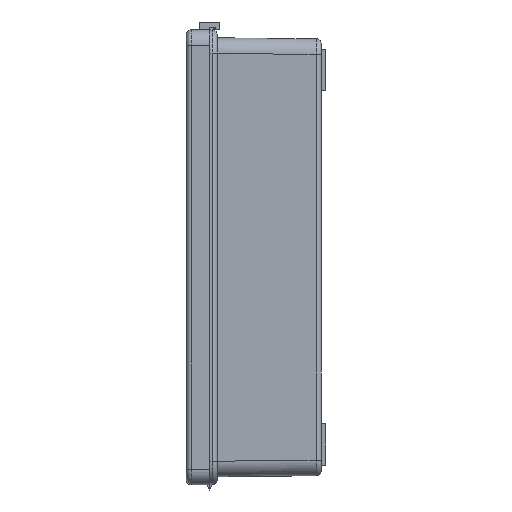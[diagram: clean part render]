
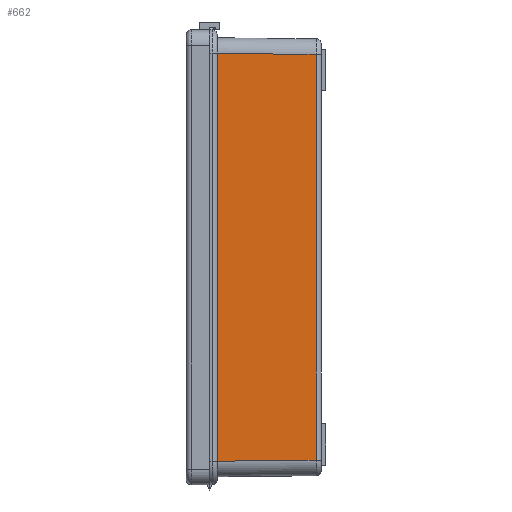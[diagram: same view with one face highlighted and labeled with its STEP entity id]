
A CAD part, left-side view. The second image highlights one B-rep face of the part: STEP entity #662.
In plain terms, the highlighted planar face has unit normal (-1, 0, 0).
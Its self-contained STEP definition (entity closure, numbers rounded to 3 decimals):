
#630 = DIRECTION ( 'NONE',  ( 0., 0., 1. ) ) ;
#662 = ADVANCED_FACE ( 'NONE', ( #7088 ), #1600, .F. ) ;
#739 = LINE ( 'NONE', #3781, #3971 ) ;
#830 = DIRECTION ( 'NONE',  ( 0., 1., 0. ) ) ;
#1323 = EDGE_CURVE ( 'NONE', #7345, #4801, #3437, .T. ) ;
#1445 = CARTESIAN_POINT ( 'NONE',  ( -50.5, 1., 39.01 ) ) ;
#1560 = CARTESIAN_POINT ( 'NONE',  ( -50.5, 0., 0. ) ) ;
#1600 = PLANE ( 'NONE',  #2281 ) ;
#1933 = LINE ( 'NONE', #5464, #3595 ) ;
#2038 = EDGE_LOOP ( 'NONE', ( #2141, #5060, #6951, #6004 ) ) ;
#2141 = ORIENTED_EDGE ( 'NONE', *, *, #1323, .T. ) ;
#2212 = CARTESIAN_POINT ( 'NONE',  ( -50.5, -0.406, -38.996 ) ) ;
#2281 = AXIS2_PLACEMENT_3D ( 'NONE', #1560, #2803, #830 ) ;
#2386 = EDGE_CURVE ( 'NONE', #4801, #5112, #1933, .T. ) ;
#2733 = DIRECTION ( 'NONE',  ( 0., -1., 0.01 ) ) ;
#2803 = DIRECTION ( 'NONE',  ( 1., 0., 0. ) ) ;
#3437 = LINE ( 'NONE', #2212, #5331 ) ;
#3595 = VECTOR ( 'NONE', #630, 1000. ) ;
#3781 = CARTESIAN_POINT ( 'NONE',  ( -50.5, 20., -39.25 ) ) ;
#3903 = VERTEX_POINT ( 'NONE', #5029 ) ;
#3971 = VECTOR ( 'NONE', #4892, 1000. ) ;
#4658 = LINE ( 'NONE', #4726, #7422 ) ;
#4726 = CARTESIAN_POINT ( 'NONE',  ( -50.5, -0.406, 38.996 ) ) ;
#4801 = VERTEX_POINT ( 'NONE', #5941 ) ;
#4892 = DIRECTION ( 'NONE',  ( 0., 0., 1. ) ) ;
#5029 = CARTESIAN_POINT ( 'NONE',  ( -50.5, 20., 39.208 ) ) ;
#5060 = ORIENTED_EDGE ( 'NONE', *, *, #2386, .T. ) ;
#5112 = VERTEX_POINT ( 'NONE', #1445 ) ;
#5331 = VECTOR ( 'NONE', #2733, 1000. ) ;
#5427 = CARTESIAN_POINT ( 'NONE',  ( -50.5, 20., -39.208 ) ) ;
#5464 = CARTESIAN_POINT ( 'NONE',  ( -50.5, 1., 0. ) ) ;
#5775 = EDGE_CURVE ( 'NONE', #5112, #3903, #4658, .T. ) ;
#5941 = CARTESIAN_POINT ( 'NONE',  ( -50.5, 1., -39.01 ) ) ;
#6004 = ORIENTED_EDGE ( 'NONE', *, *, #6675, .F. ) ;
#6521 = DIRECTION ( 'NONE',  ( 0., 1., 0.01 ) ) ;
#6675 = EDGE_CURVE ( 'NONE', #7345, #3903, #739, .T. ) ;
#6951 = ORIENTED_EDGE ( 'NONE', *, *, #5775, .T. ) ;
#7088 = FACE_OUTER_BOUND ( 'NONE', #2038, .T. ) ;
#7345 = VERTEX_POINT ( 'NONE', #5427 ) ;
#7422 = VECTOR ( 'NONE', #6521, 1000. ) ;
